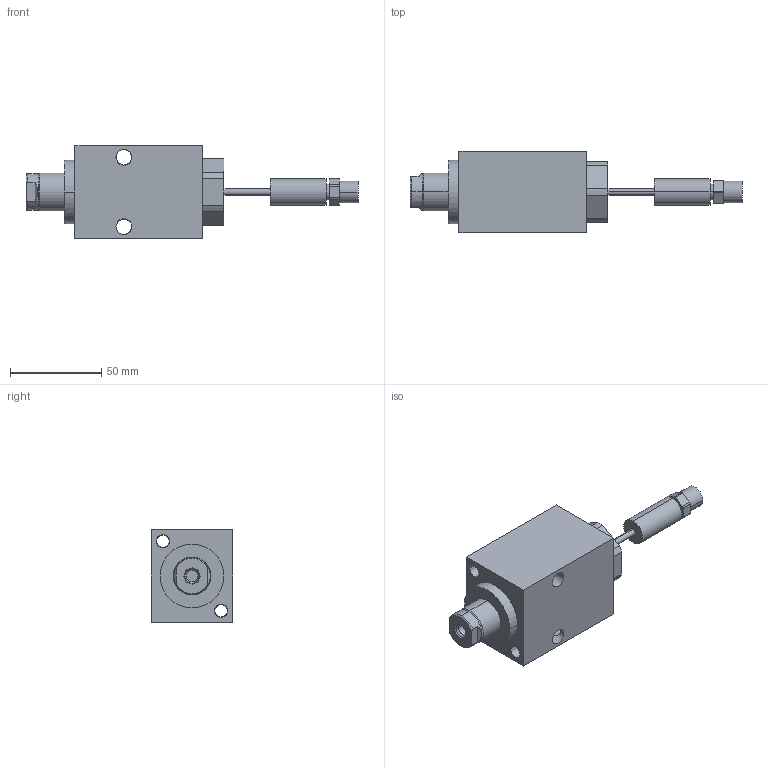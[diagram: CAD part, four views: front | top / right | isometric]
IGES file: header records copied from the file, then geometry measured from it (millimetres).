
Start section:  PTC IGES file: ilc20121001us.igs
Global section: file name: ilc20121001us.igs; native system: Creo Parametric by PTC Inc.; preprocessor: 2021164; author: Asawyer; organization: Unknown; date: 20250318.132203; units: inch
Bounding box: 181.61 x 44.45 x 50.8 mm (x, y, z)
Surface area: 29991.2 mm2 (no closed solid volume)
Topology: 0 solids, 0 shells, 99 faces, 484 edges, 484 vertices
Faces by surface type: revolution 63, bspline 36
